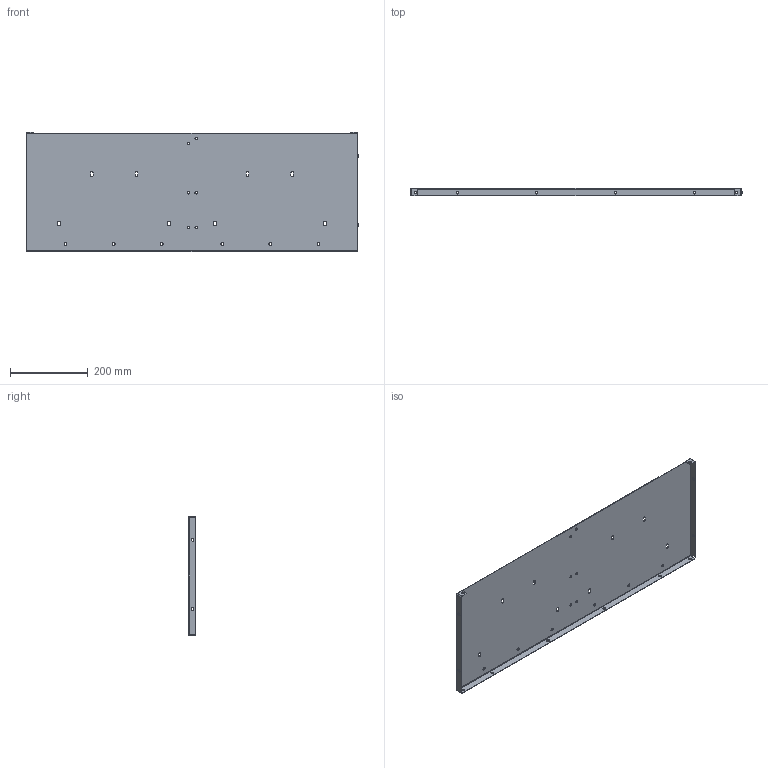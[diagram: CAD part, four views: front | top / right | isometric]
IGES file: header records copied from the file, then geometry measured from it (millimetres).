
Start section: SolidWorks IGES file using analytic representation for surfaces
Global section: file name: D1000975-v4_AdLIGO_AOS_SLC ARM Cavity Baffle Bottom Skin.IGS; native system: SolidWorks 2012; preprocessor: SolidWorks 2012; author: mruiz; date: 120229.143919; units: inch
Bounding box: 853.59 x 19 x 306.73 mm (x, y, z)
Surface area: 572131.2 mm2 (no closed solid volume)
Topology: 0 solids, 0 shells, 144 faces, 2204 edges, 2204 vertices
Faces by surface type: revolution 92, bspline 52
